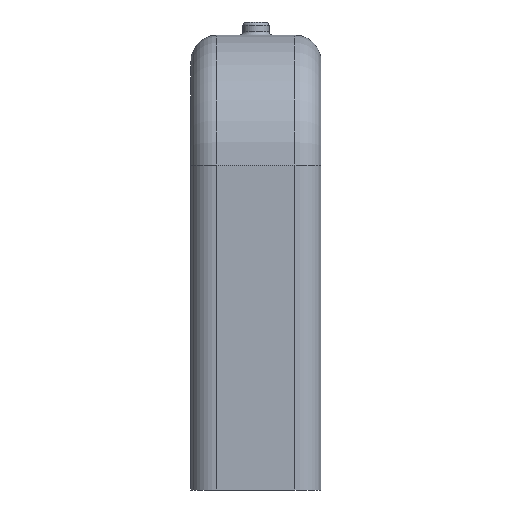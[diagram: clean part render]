
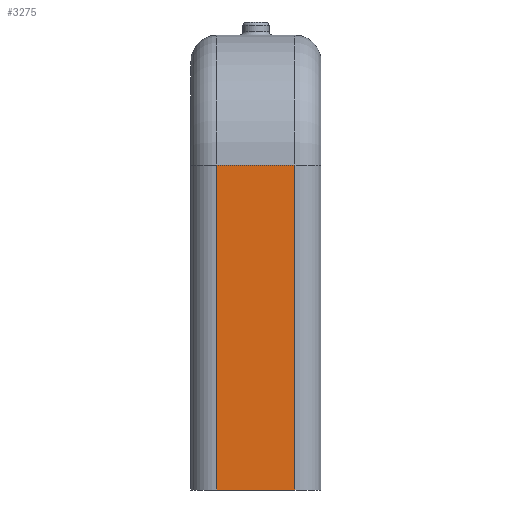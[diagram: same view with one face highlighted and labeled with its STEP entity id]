
A CAD part, front view. The second image highlights one B-rep face of the part: STEP entity #3275.
In plain terms, the highlighted planar face has unit normal (0, -1, 0).
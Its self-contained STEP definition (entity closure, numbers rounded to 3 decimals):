
#87 = PLANE ( 'NONE',  #515 ) ;
#88 = EDGE_CURVE ( 'NONE', #2784, #335, #2599, .T. ) ;
#155 = CARTESIAN_POINT ( 'NONE',  ( -3., -44., 0. ) ) ;
#252 = EDGE_LOOP ( 'NONE', ( #1987, #2515, #3711, #2474 ) ) ;
#335 = VERTEX_POINT ( 'NONE', #827 ) ;
#411 = EDGE_CURVE ( 'NONE', #335, #2538, #4114, .T. ) ;
#498 = VECTOR ( 'NONE', #3924, 1000. ) ;
#515 = AXIS2_PLACEMENT_3D ( 'NONE', #765, #3102, #3759 ) ;
#616 = CARTESIAN_POINT ( 'NONE',  ( -5., -44., 25. ) ) ;
#765 = CARTESIAN_POINT ( 'NONE',  ( -5., -44., 35. ) ) ;
#827 = CARTESIAN_POINT ( 'NONE',  ( 3., -44., 0. ) ) ;
#947 = LINE ( 'NONE', #616, #3004 ) ;
#1135 = CARTESIAN_POINT ( 'NONE',  ( -3., -44., 25. ) ) ;
#1341 = LINE ( 'NONE', #1360, #3664 ) ;
#1360 = CARTESIAN_POINT ( 'NONE',  ( -3., -44., 35. ) ) ;
#1946 = CARTESIAN_POINT ( 'NONE',  ( -5., -44., 0. ) ) ;
#1948 = DIRECTION ( 'NONE',  ( -1., 0., 0. ) ) ;
#1987 = ORIENTED_EDGE ( 'NONE', *, *, #88, .T. ) ;
#2441 = FACE_OUTER_BOUND ( 'NONE', #252, .T. ) ;
#2474 = ORIENTED_EDGE ( 'NONE', *, *, #2596, .T. ) ;
#2515 = ORIENTED_EDGE ( 'NONE', *, *, #411, .T. ) ;
#2538 = VERTEX_POINT ( 'NONE', #2539 ) ;
#2539 = CARTESIAN_POINT ( 'NONE',  ( 3., -44., 25. ) ) ;
#2596 = EDGE_CURVE ( 'NONE', #3859, #2784, #1341, .T. ) ;
#2599 = LINE ( 'NONE', #1946, #498 ) ;
#2784 = VERTEX_POINT ( 'NONE', #155 ) ;
#2986 = EDGE_CURVE ( 'NONE', #2538, #3859, #947, .T. ) ;
#3004 = VECTOR ( 'NONE', #1948, 1000. ) ;
#3079 = DIRECTION ( 'NONE',  ( 0., 0., 1. ) ) ;
#3102 = DIRECTION ( 'NONE',  ( 0., 1., 0. ) ) ;
#3275 = ADVANCED_FACE ( 'NONE', ( #2441 ), #87, .F. ) ;
#3344 = DIRECTION ( 'NONE',  ( 0., 0., -1. ) ) ;
#3475 = VECTOR ( 'NONE', #3079, 1000. ) ;
#3664 = VECTOR ( 'NONE', #3344, 1000. ) ;
#3711 = ORIENTED_EDGE ( 'NONE', *, *, #2986, .T. ) ;
#3759 = DIRECTION ( 'NONE',  ( 0., 0., 1. ) ) ;
#3859 = VERTEX_POINT ( 'NONE', #1135 ) ;
#3924 = DIRECTION ( 'NONE',  ( 1., 0., 0. ) ) ;
#4114 = LINE ( 'NONE', #4158, #3475 ) ;
#4158 = CARTESIAN_POINT ( 'NONE',  ( 3., -44., 35. ) ) ;
